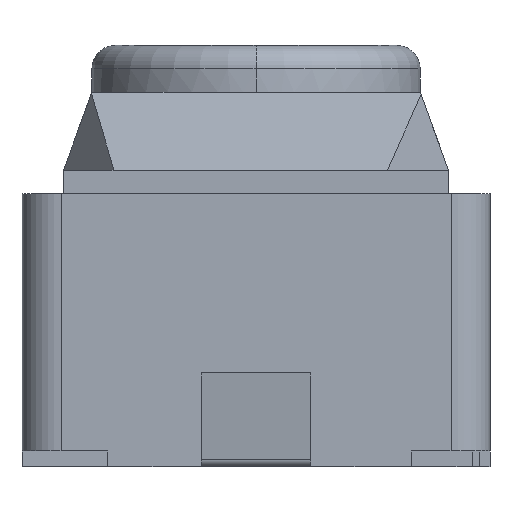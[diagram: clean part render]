
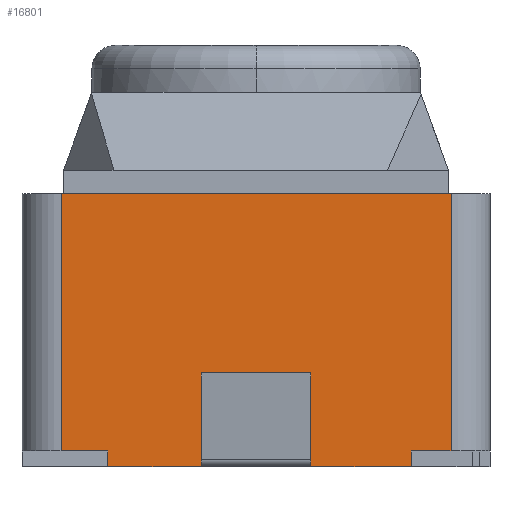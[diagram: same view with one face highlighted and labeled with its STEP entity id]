
A CAD part, left-side view. The second image highlights one B-rep face of the part: STEP entity #16801.
In plain terms, the highlighted planar face has unit normal (-1, 0, 0).
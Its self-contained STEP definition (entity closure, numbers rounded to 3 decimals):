
#200 = ORIENTED_EDGE ( 'NONE', *, *, #12745, .F. ) ;
#306 = LINE ( 'NONE', #2073, #920 ) ;
#605 = EDGE_CURVE ( 'NONE', #17557, #21901, #5940, .T. ) ;
#689 = FACE_OUTER_BOUND ( 'NONE', #12592, .T. ) ;
#920 = VECTOR ( 'NONE', #16372, 1000. ) ;
#940 = VERTEX_POINT ( 'NONE', #16591 ) ;
#1158 = LINE ( 'NONE', #22359, #16089 ) ;
#1954 = CARTESIAN_POINT ( 'NONE',  ( -3., -0.7, 3.5 ) ) ;
#2073 = CARTESIAN_POINT ( 'NONE',  ( -3., 0.7, 3.5 ) ) ;
#2186 = VERTEX_POINT ( 'NONE', #18603 ) ;
#2243 = ORIENTED_EDGE ( 'NONE', *, *, #15803, .T. ) ;
#2244 = VECTOR ( 'NONE', #3215, 1000. ) ;
#2281 = EDGE_CURVE ( 'NONE', #4962, #17686, #16804, .T. ) ;
#2522 = DIRECTION ( 'NONE',  ( 0., 0., -1. ) ) ;
#3215 = DIRECTION ( 'NONE',  ( 0., 1., 0. ) ) ;
#3239 = VECTOR ( 'NONE', #16167, 1000. ) ;
#3589 = CARTESIAN_POINT ( 'NONE',  ( -3., 2.5, 0.2 ) ) ;
#3727 = CARTESIAN_POINT ( 'NONE',  ( -3., -1.993, 3.5 ) ) ;
#4147 = CARTESIAN_POINT ( 'NONE',  ( -3., -3., 0. ) ) ;
#4799 = ORIENTED_EDGE ( 'NONE', *, *, #18161, .T. ) ;
#4921 = VERTEX_POINT ( 'NONE', #5618 ) ;
#4962 = VERTEX_POINT ( 'NONE', #22133 ) ;
#5341 = ORIENTED_EDGE ( 'NONE', *, *, #21224, .T. ) ;
#5618 = CARTESIAN_POINT ( 'NONE',  ( -3., -1.993, 0.2 ) ) ;
#5934 = LINE ( 'NONE', #13008, #18942 ) ;
#5940 = LINE ( 'NONE', #22112, #6784 ) ;
#5959 = DIRECTION ( 'NONE',  ( 0., 0., -1. ) ) ;
#6784 = VECTOR ( 'NONE', #15115, 1000. ) ;
#7092 = VERTEX_POINT ( 'NONE', #22605 ) ;
#7302 = DIRECTION ( 'NONE',  ( 0., 1., 0. ) ) ;
#7496 = DIRECTION ( 'NONE',  ( 1., 0., 0. ) ) ;
#7555 = DIRECTION ( 'NONE',  ( 0., -1., 0. ) ) ;
#7941 = DIRECTION ( 'NONE',  ( 0., 1., 0. ) ) ;
#9119 = DIRECTION ( 'NONE',  ( 0., 0., -1. ) ) ;
#9272 = EDGE_CURVE ( 'NONE', #21901, #17686, #306, .T. ) ;
#9274 = VERTEX_POINT ( 'NONE', #12869 ) ;
#10710 = ORIENTED_EDGE ( 'NONE', *, *, #19946, .F. ) ;
#10792 = LINE ( 'NONE', #1954, #16616 ) ;
#11465 = CARTESIAN_POINT ( 'NONE',  ( -3., -2.5, 3.5 ) ) ;
#11500 = CARTESIAN_POINT ( 'NONE',  ( -3., 1.904, 3.5 ) ) ;
#11655 = VECTOR ( 'NONE', #7555, 1000. ) ;
#12496 = CARTESIAN_POINT ( 'NONE',  ( -3., -3., 0.2 ) ) ;
#12592 = EDGE_LOOP ( 'NONE', ( #13357, #19825, #22183, #4799, #13468, #19710, #10710, #5341, #23089, #2243, #200, #21717 ) ) ;
#12745 = EDGE_CURVE ( 'NONE', #940, #16221, #5934, .T. ) ;
#12785 = DIRECTION ( 'NONE',  ( 0., -1., 0. ) ) ;
#12869 = CARTESIAN_POINT ( 'NONE',  ( -3., -1.993, 0. ) ) ;
#13008 = CARTESIAN_POINT ( 'NONE',  ( -3., -3., 0.2 ) ) ;
#13047 = CARTESIAN_POINT ( 'NONE',  ( -3., 0.7, 0. ) ) ;
#13357 = ORIENTED_EDGE ( 'NONE', *, *, #605, .T. ) ;
#13447 = CARTESIAN_POINT ( 'NONE',  ( -3., -2.5, 3.5 ) ) ;
#13468 = ORIENTED_EDGE ( 'NONE', *, *, #22256, .T. ) ;
#13526 = EDGE_CURVE ( 'NONE', #9274, #4921, #19701, .T. ) ;
#13863 = AXIS2_PLACEMENT_3D ( 'NONE', #21915, #7496, #5959 ) ;
#14200 = LINE ( 'NONE', #21663, #14295 ) ;
#14287 = CARTESIAN_POINT ( 'NONE',  ( -3., 1.904, 0. ) ) ;
#14295 = VECTOR ( 'NONE', #12785, 1000. ) ;
#15081 = CARTESIAN_POINT ( 'NONE',  ( -3., -3., 0.3 ) ) ;
#15115 = DIRECTION ( 'NONE',  ( 0., -1., 0. ) ) ;
#15313 = VECTOR ( 'NONE', #2522, 1000. ) ;
#15610 = VERTEX_POINT ( 'NONE', #11465 ) ;
#15803 = EDGE_CURVE ( 'NONE', #7092, #16221, #1158, .T. ) ;
#16089 = VECTOR ( 'NONE', #18323, 1000. ) ;
#16104 = EDGE_CURVE ( 'NONE', #940, #17557, #22440, .T. ) ;
#16167 = DIRECTION ( 'NONE',  ( 0., 0., 1. ) ) ;
#16221 = VERTEX_POINT ( 'NONE', #3589 ) ;
#16372 = DIRECTION ( 'NONE',  ( 0., 0., 1. ) ) ;
#16591 = CARTESIAN_POINT ( 'NONE',  ( -3., 1.904, 0.2 ) ) ;
#16616 = VECTOR ( 'NONE', #9119, 1000. ) ;
#16751 = PLANE ( 'NONE',  #13863 ) ;
#16801 = ADVANCED_FACE ( 'NONE', ( #689 ), #16751, .F. ) ;
#16804 = LINE ( 'NONE', #15081, #2244 ) ;
#17557 = VERTEX_POINT ( 'NONE', #14287 ) ;
#17686 = VERTEX_POINT ( 'NONE', #22679 ) ;
#18161 = EDGE_CURVE ( 'NONE', #4962, #19225, #10792, .T. ) ;
#18298 = VECTOR ( 'NONE', #22316, 1000. ) ;
#18323 = DIRECTION ( 'NONE',  ( 0., 0., -1. ) ) ;
#18603 = CARTESIAN_POINT ( 'NONE',  ( -3., -2.5, 0.2 ) ) ;
#18942 = VECTOR ( 'NONE', #7941, 1000. ) ;
#19225 = VERTEX_POINT ( 'NONE', #23034 ) ;
#19701 = LINE ( 'NONE', #3727, #3239 ) ;
#19710 = ORIENTED_EDGE ( 'NONE', *, *, #13526, .T. ) ;
#19790 = EDGE_CURVE ( 'NONE', #7092, #15610, #14200, .T. ) ;
#19825 = ORIENTED_EDGE ( 'NONE', *, *, #9272, .T. ) ;
#19920 = LINE ( 'NONE', #13447, #18298 ) ;
#19946 = EDGE_CURVE ( 'NONE', #2186, #4921, #21149, .T. ) ;
#20226 = LINE ( 'NONE', #4147, #11655 ) ;
#21015 = VECTOR ( 'NONE', #7302, 1000. ) ;
#21149 = LINE ( 'NONE', #12496, #21015 ) ;
#21224 = EDGE_CURVE ( 'NONE', #2186, #15610, #19920, .T. ) ;
#21663 = CARTESIAN_POINT ( 'NONE',  ( -3., -3., 3.5 ) ) ;
#21717 = ORIENTED_EDGE ( 'NONE', *, *, #16104, .T. ) ;
#21901 = VERTEX_POINT ( 'NONE', #13047 ) ;
#21915 = CARTESIAN_POINT ( 'NONE',  ( -3., -3., 3.5 ) ) ;
#22112 = CARTESIAN_POINT ( 'NONE',  ( -3., -3., 0. ) ) ;
#22133 = CARTESIAN_POINT ( 'NONE',  ( -3., -0.7, 0.3 ) ) ;
#22183 = ORIENTED_EDGE ( 'NONE', *, *, #2281, .F. ) ;
#22256 = EDGE_CURVE ( 'NONE', #19225, #9274, #20226, .T. ) ;
#22316 = DIRECTION ( 'NONE',  ( 0., 0., 1. ) ) ;
#22359 = CARTESIAN_POINT ( 'NONE',  ( -3., 2.5, 3.5 ) ) ;
#22440 = LINE ( 'NONE', #11500, #15313 ) ;
#22605 = CARTESIAN_POINT ( 'NONE',  ( -3., 2.5, 3.5 ) ) ;
#22679 = CARTESIAN_POINT ( 'NONE',  ( -3., 0.7, 0.3 ) ) ;
#23034 = CARTESIAN_POINT ( 'NONE',  ( -3., -0.7, 0. ) ) ;
#23089 = ORIENTED_EDGE ( 'NONE', *, *, #19790, .F. ) ;
